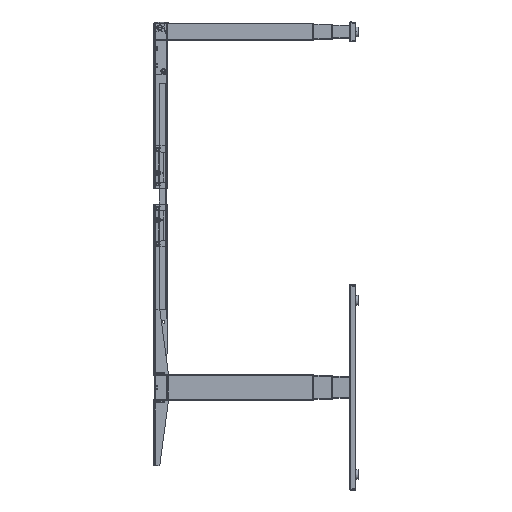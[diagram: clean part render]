
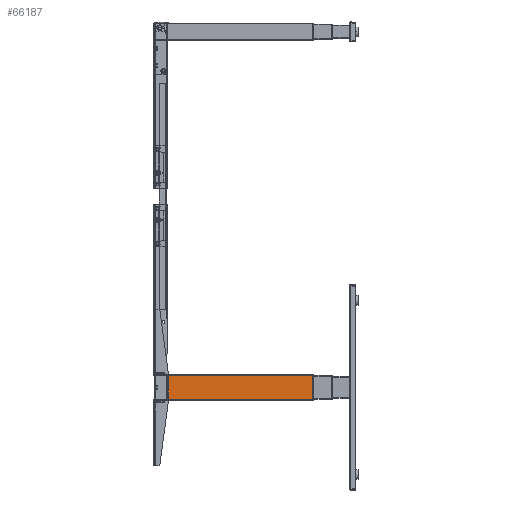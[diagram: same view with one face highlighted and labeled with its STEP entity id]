
A CAD part, left-side view. The second image highlights one B-rep face of the part: STEP entity #66187.
In plain terms, the highlighted planar face has unit normal (-1, 0, 0).
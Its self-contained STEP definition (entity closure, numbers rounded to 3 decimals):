
#888 = ORIENTED_EDGE ( 'NONE', *, *, #71046, .F. ) ;
#1648 = CARTESIAN_POINT ( 'NONE',  ( -897., 691.8, 6.5 ) ) ;
#1913 = CARTESIAN_POINT ( 'NONE',  ( -897., 156.8, 42.5 ) ) ;
#2014 = LINE ( 'NONE', #8776, #60257 ) ;
#3323 = CARTESIAN_POINT ( 'NONE',  ( -897., 696.3, 6.5 ) ) ;
#7979 = EDGE_CURVE ( 'NONE', #46935, #52619, #57694, .T. ) ;
#8609 = DIRECTION ( 'NONE',  ( 0., 0., 1. ) ) ;
#8776 = CARTESIAN_POINT ( 'NONE',  ( -897., 156.8, -42.5 ) ) ;
#9502 = DIRECTION ( 'NONE',  ( 1., 0., 0. ) ) ;
#10698 = ORIENTED_EDGE ( 'NONE', *, *, #81874, .F. ) ;
#13882 = AXIS2_PLACEMENT_3D ( 'NONE', #60872, #68455, #85106 ) ;
#14919 = AXIS2_PLACEMENT_3D ( 'NONE', #91498, #17685, #26348 ) ;
#15482 = DIRECTION ( 'NONE',  ( -1., 0., 0. ) ) ;
#16148 = CIRCLE ( 'NONE', #14919, 0.5 ) ;
#17321 = ORIENTED_EDGE ( 'NONE', *, *, #72046, .F. ) ;
#17685 = DIRECTION ( 'NONE',  ( -1., 0., 0. ) ) ;
#17860 = VECTOR ( 'NONE', #38762, 1000. ) ;
#19905 = CARTESIAN_POINT ( 'NONE',  ( -897., 156.8, -42.5 ) ) ;
#20256 = DIRECTION ( 'NONE',  ( 0., 0., -1. ) ) ;
#20550 = CARTESIAN_POINT ( 'NONE',  ( -897., 695.8, 7. ) ) ;
#21631 = CARTESIAN_POINT ( 'NONE',  ( -897., 696.3, -6.5 ) ) ;
#23758 = LINE ( 'NONE', #47779, #85933 ) ;
#24209 = CARTESIAN_POINT ( 'NONE',  ( -897., 695.8, -7. ) ) ;
#26119 = PLANE ( 'NONE',  #27176 ) ;
#26348 = DIRECTION ( 'NONE',  ( 0., 0., 1. ) ) ;
#27176 = AXIS2_PLACEMENT_3D ( 'NONE', #58737, #9502, #60155 ) ;
#27765 = AXIS2_PLACEMENT_3D ( 'NONE', #32954, #90213, #81862 ) ;
#29144 = CIRCLE ( 'NONE', #27765, 0.5 ) ;
#30129 = CARTESIAN_POINT ( 'NONE',  ( -897., 701.8, -42.5 ) ) ;
#31813 = ORIENTED_EDGE ( 'NONE', *, *, #39625, .T. ) ;
#32321 = AXIS2_PLACEMENT_3D ( 'NONE', #1648, #15482, #8609 ) ;
#32954 = CARTESIAN_POINT ( 'NONE',  ( -897., 695.8, 6.5 ) ) ;
#34507 = CARTESIAN_POINT ( 'NONE',  ( -897., 701.8, 42.5 ) ) ;
#38762 = DIRECTION ( 'NONE',  ( 0., 0., 1. ) ) ;
#39135 = CARTESIAN_POINT ( 'NONE',  ( -897., 691.3, 6.5 ) ) ;
#39625 = EDGE_CURVE ( 'NONE', #101293, #50494, #56951, .T. ) ;
#40525 = EDGE_CURVE ( 'NONE', #62162, #50494, #96905, .T. ) ;
#40548 = VERTEX_POINT ( 'NONE', #53556 ) ;
#42285 = VERTEX_POINT ( 'NONE', #47132 ) ;
#44492 = ORIENTED_EDGE ( 'NONE', *, *, #40525, .F. ) ;
#45772 = EDGE_CURVE ( 'NONE', #94201, #46935, #29144, .T. ) ;
#45842 = EDGE_CURVE ( 'NONE', #59412, #62162, #2014, .T. ) ;
#46935 = VERTEX_POINT ( 'NONE', #3323 ) ;
#47132 = CARTESIAN_POINT ( 'NONE',  ( -897., 691.3, -6.5 ) ) ;
#47779 = CARTESIAN_POINT ( 'NONE',  ( -897., 691.8, -7. ) ) ;
#50494 = VERTEX_POINT ( 'NONE', #34507 ) ;
#52619 = VERTEX_POINT ( 'NONE', #75878 ) ;
#52741 = DIRECTION ( 'NONE',  ( 0., 1., 0. ) ) ;
#52830 = CIRCLE ( 'NONE', #13882, 0.5 ) ;
#53556 = CARTESIAN_POINT ( 'NONE',  ( -897., 691.8, 7. ) ) ;
#54638 = ORIENTED_EDGE ( 'NONE', *, *, #45842, .F. ) ;
#54815 = LINE ( 'NONE', #19905, #98798 ) ;
#56951 = LINE ( 'NONE', #1913, #93147 ) ;
#57694 = LINE ( 'NONE', #21631, #105627 ) ;
#58358 = DIRECTION ( 'NONE',  ( 0., 1., 0. ) ) ;
#58737 = CARTESIAN_POINT ( 'NONE',  ( -897., 156.8, -42.5 ) ) ;
#59412 = VERTEX_POINT ( 'NONE', #77757 ) ;
#59510 = EDGE_CURVE ( 'NONE', #98409, #42285, #16148, .T. ) ;
#59783 = DIRECTION ( 'NONE',  ( 0., 1., 0. ) ) ;
#60155 = DIRECTION ( 'NONE',  ( 0., 0., -1. ) ) ;
#60257 = VECTOR ( 'NONE', #58358, 1000. ) ;
#60872 = CARTESIAN_POINT ( 'NONE',  ( -897., 695.8, -6.5 ) ) ;
#62162 = VERTEX_POINT ( 'NONE', #30129 ) ;
#62672 = CARTESIAN_POINT ( 'NONE',  ( -897., 691.3, 6.5 ) ) ;
#63708 = DIRECTION ( 'NONE',  ( 0., 0., 1. ) ) ;
#66187 = ADVANCED_FACE ( 'NONE', ( #107265, #68448 ), #26119, .F. ) ;
#67082 = CARTESIAN_POINT ( 'NONE',  ( -897., 156.8, 42.5 ) ) ;
#68448 = FACE_OUTER_BOUND ( 'NONE', #79894, .T. ) ;
#68455 = DIRECTION ( 'NONE',  ( -1., 0., 0. ) ) ;
#70189 = ORIENTED_EDGE ( 'NONE', *, *, #59510, .F. ) ;
#70715 = CIRCLE ( 'NONE', #32321, 0.5 ) ;
#71003 = VERTEX_POINT ( 'NONE', #24209 ) ;
#71046 = EDGE_CURVE ( 'NONE', #94624, #40548, #70715, .T. ) ;
#72046 = EDGE_CURVE ( 'NONE', #71003, #98409, #23758, .T. ) ;
#73327 = EDGE_CURVE ( 'NONE', #40548, #94201, #89449, .T. ) ;
#74793 = CARTESIAN_POINT ( 'NONE',  ( -897., 691.8, -7. ) ) ;
#75242 = ORIENTED_EDGE ( 'NONE', *, *, #73327, .F. ) ;
#75878 = CARTESIAN_POINT ( 'NONE',  ( -897., 696.3, -6.5 ) ) ;
#77757 = CARTESIAN_POINT ( 'NONE',  ( -897., 156.8, -42.5 ) ) ;
#79512 = DIRECTION ( 'NONE',  ( 0., 0., -1. ) ) ;
#79894 = EDGE_LOOP ( 'NONE', ( #31813, #44492, #54638, #87862 ) ) ;
#81862 = DIRECTION ( 'NONE',  ( 0., 0., 1. ) ) ;
#81874 = EDGE_CURVE ( 'NONE', #42285, #94624, #94389, .T. ) ;
#82813 = ORIENTED_EDGE ( 'NONE', *, *, #45772, .F. ) ;
#85106 = DIRECTION ( 'NONE',  ( 0., 0., 1. ) ) ;
#85933 = VECTOR ( 'NONE', #105701, 1000. ) ;
#86670 = EDGE_CURVE ( 'NONE', #52619, #71003, #52830, .T. ) ;
#86990 = CARTESIAN_POINT ( 'NONE',  ( -897., 695.8, 7. ) ) ;
#87838 = ORIENTED_EDGE ( 'NONE', *, *, #7979, .F. ) ;
#87862 = ORIENTED_EDGE ( 'NONE', *, *, #99654, .F. ) ;
#88347 = EDGE_LOOP ( 'NONE', ( #75242, #888, #10698, #70189, #17321, #99640, #87838, #82813 ) ) ;
#89449 = LINE ( 'NONE', #20550, #93394 ) ;
#90213 = DIRECTION ( 'NONE',  ( -1., 0., 0. ) ) ;
#91498 = CARTESIAN_POINT ( 'NONE',  ( -897., 691.8, -6.5 ) ) ;
#93147 = VECTOR ( 'NONE', #59783, 1000. ) ;
#93394 = VECTOR ( 'NONE', #52741, 1000. ) ;
#94201 = VERTEX_POINT ( 'NONE', #86990 ) ;
#94389 = LINE ( 'NONE', #39135, #17860 ) ;
#94624 = VERTEX_POINT ( 'NONE', #62672 ) ;
#94833 = CARTESIAN_POINT ( 'NONE',  ( -897., 701.8, -42.5 ) ) ;
#96905 = LINE ( 'NONE', #94833, #99503 ) ;
#98409 = VERTEX_POINT ( 'NONE', #74793 ) ;
#98798 = VECTOR ( 'NONE', #20256, 1000. ) ;
#99503 = VECTOR ( 'NONE', #63708, 1000. ) ;
#99640 = ORIENTED_EDGE ( 'NONE', *, *, #86670, .F. ) ;
#99654 = EDGE_CURVE ( 'NONE', #101293, #59412, #54815, .T. ) ;
#101293 = VERTEX_POINT ( 'NONE', #67082 ) ;
#105627 = VECTOR ( 'NONE', #79512, 1000. ) ;
#105701 = DIRECTION ( 'NONE',  ( 0., -1., 0. ) ) ;
#107265 = FACE_BOUND ( 'NONE', #88347, .T. ) ;
